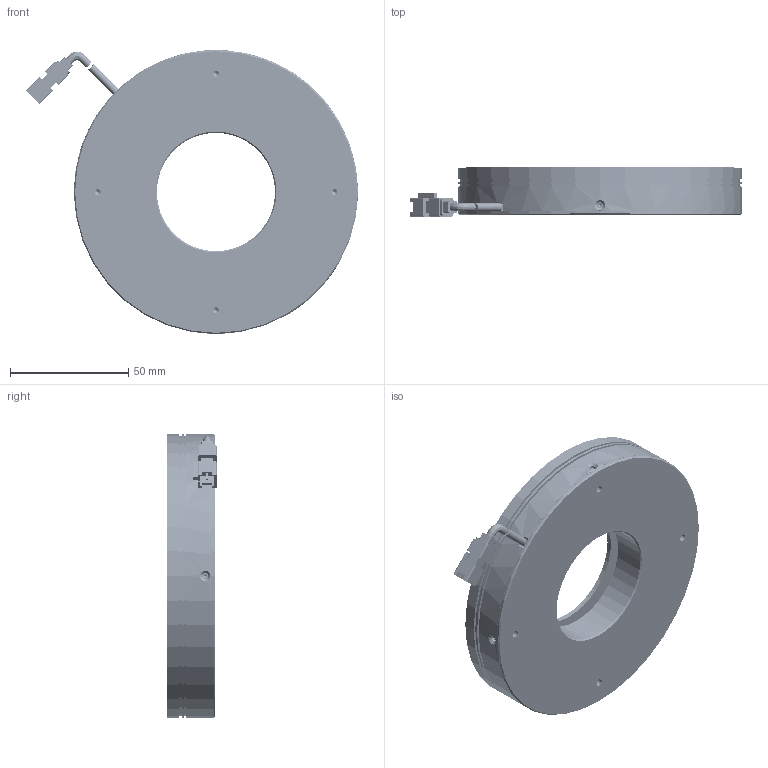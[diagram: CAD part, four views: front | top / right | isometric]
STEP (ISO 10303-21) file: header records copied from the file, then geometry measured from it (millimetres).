
FILE_DESCRIPTION (( 'STEP AP214' ), '1' );
FILE_NAME ('660004-R.STEP', '2019-03-21T09:29:24', ( 'user' ), ( '微软中国' ), 'SwSTEP 2.0', 'SolidWorks 2016', '' );
FILE_SCHEMA (( 'AUTOMOTIVE_DESIGN' ));
Length unit declared in the file: millimetre
Products named in the file (1): 660004-R
Bounding box: 140.26 x 20.8 x 120 mm (x, y, z)
Volume: 123077.1 mm3; surface area: 103083.8 mm2
Topology: 291 solids, 291 shells, 5135 faces, 12184 edges, 7939 vertices
Faces by surface type: plane 3514, cylinder 1287, bspline 290, cone 44
Entity records: 207980 total; most frequent: CARTESIAN_POINT 30857, DIRECTION 24316, ORIENTED_EDGE 23180, EDGE_CURVE 11590, LINE 8348, VECTOR 8348, AXIS2_PLACEMENT_3D 7984, VERTEX_POINT 7939
